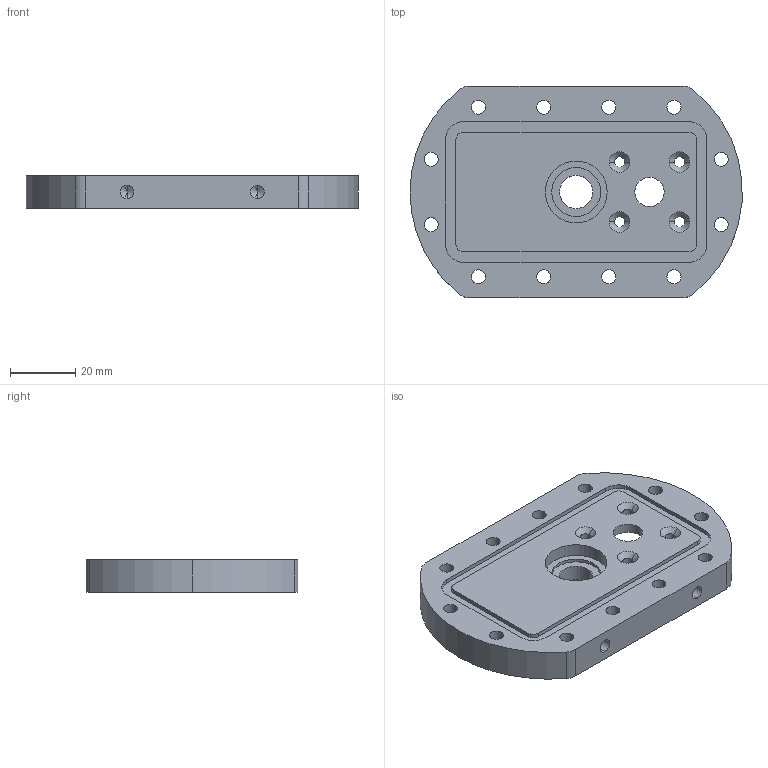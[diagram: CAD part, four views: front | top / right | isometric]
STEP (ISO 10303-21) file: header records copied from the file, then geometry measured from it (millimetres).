
FILE_DESCRIPTION (( 'STEP AP214' ), '1' );
FILE_NAME ('BGS_P1_USI_003.STEP', '2021-01-20T16:58:26', ( '' ), ( '' ), 'SwSTEP 2.0', 'SolidWorks 2016', '' );
FILE_SCHEMA (( 'AUTOMOTIVE_DESIGN' ));
Length unit declared in the file: millimetre
Products named in the file (1): BGS_P1_USI_003
Bounding box: 101.86 x 65 x 10 mm (x, y, z)
Volume: 48893 mm3; surface area: 19004.7 mm2
Topology: 1 solids, 1 shells, 113 faces, 293 edges, 186 vertices
Faces by surface type: cylinder 73, plane 24, cone 16
Entity records: 3651 total; most frequent: DIRECTION 667, CARTESIAN_POINT 585, ORIENTED_EDGE 570, EDGE_CURVE 285, AXIS2_PLACEMENT_3D 268, VERTEX_POINT 186, EDGE_LOOP 161, CIRCLE 154
